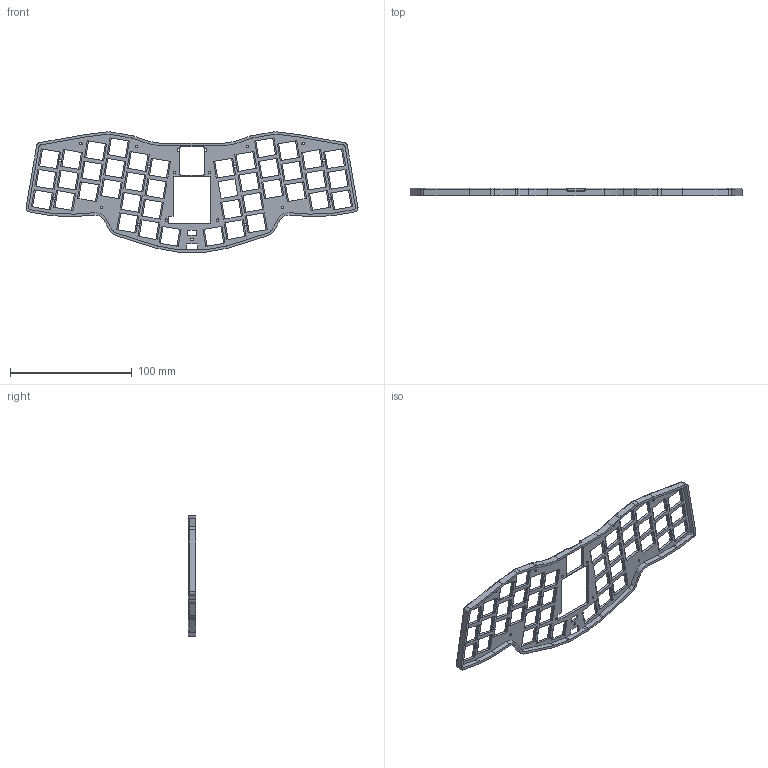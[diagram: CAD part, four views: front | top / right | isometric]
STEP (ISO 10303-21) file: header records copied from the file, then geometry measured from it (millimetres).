
FILE_DESCRIPTION(('STEP AP242'), '1');
FILE_NAME('Plate_mEnki_v1_Plate', '', ('UNSPECIFIED'), ('UNSPECIFIED'), 'C3D Converter', 'C3D Toolkit', '');
FILE_SCHEMA(('AP242_MANAGED_MODEL_BASED_3D_ENGINEERING_MIM_LF { 1 0 10303 442 1 1 4 }'));
Length unit declared in the file: millimetre
Bounding box: 272.33 x 6.19 x 98.8 mm (x, y, z)
Volume: 24291.6 mm3; surface area: 34570.5 mm2
Topology: 2 solids, 2 shells, 974 faces, 2856 edges, 1882 vertices
Faces by surface type: plane 620, cylinder 320, torus 32, bspline 2
Full cylindrical faces by diameter (mm): 2.05 x5, 2.1 x14, 4.1 x6
Entity records: 40595 total; most frequent: CARTESIAN_POINT 5938, ORIENTED_EDGE 5662, DIRECTION 5615, EDGE_CURVE 2831, LINE 1973, VECTOR 1973, VERTEX_POINT 1882, AXIS2_PLACEMENT_3D 1821
